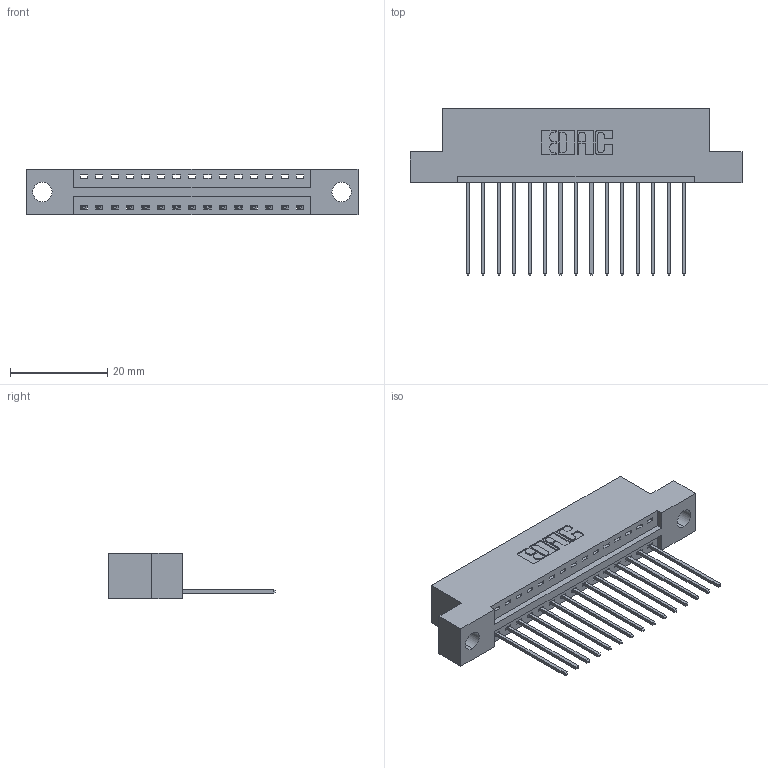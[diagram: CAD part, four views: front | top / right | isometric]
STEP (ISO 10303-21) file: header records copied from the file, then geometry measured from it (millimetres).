
FILE_DESCRIPTION (( 'STEP AP203' ), '1' );
FILE_NAME ('396-015-541-104.STEP', '2018-08-31T12:20:45', ( '' ), ( '' ), 'SwSTEP 2.0', 'SolidWorks 2016', '' );
FILE_SCHEMA (( 'CONFIG_CONTROL_DESIGN' ));
Length unit declared in the file: inch
Products named in the file (3): 346 Part_Flush Mounting Lugs - 0.156 Dia-TH; 345-292-001_345-293-141; 396-015-541-104
Assembly tree (16 placements, depth 2):
  396-015-541-104
    346 Part_Flush Mounting Lugs - 0.156 Dia-TH
    345-292-001_345-293-141  x15
Bounding box: 68.2 x 34.29 x 9.4 mm (x, y, z)
Volume: 6303.8 mm3; surface area: 7688.2 mm2
Topology: 16 solids, 16 shells, 992 faces, 2969 edges, 1958 vertices
Faces by surface type: plane 676, cylinder 316
Entity records: 12965 total; most frequent: CARTESIAN_POINT 2237, ORIENTED_EDGE 2186, DIRECTION 2007, EDGE_CURVE 1093, VECTOR 901, LINE 901, VERTEX_POINT 726, AXIS2_PLACEMENT_3D 553
